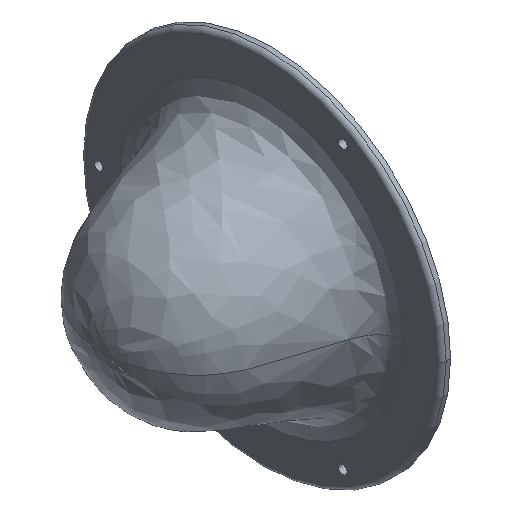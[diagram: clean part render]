
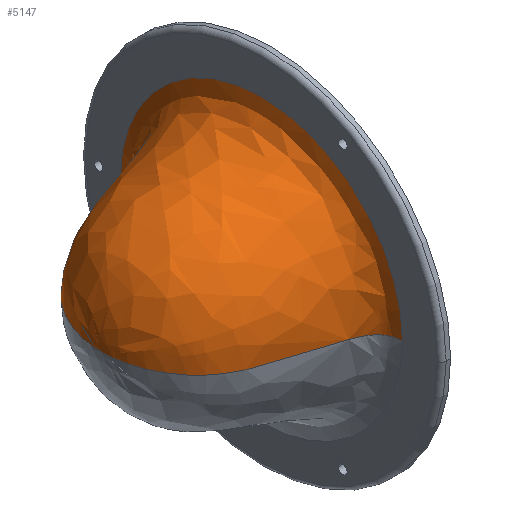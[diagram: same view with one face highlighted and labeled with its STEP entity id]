
A CAD part, isometric view. The second image highlights one B-rep face of the part: STEP entity #5147.
In plain terms, the highlighted free-form (B-spline) face has degree [3, 3] with [7, 4] control points.
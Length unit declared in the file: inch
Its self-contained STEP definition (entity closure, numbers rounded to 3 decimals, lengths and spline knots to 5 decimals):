
#308 = CARTESIAN_POINT ( 'NONE',  ( -1.97856, 2.16987, 0. ) ) ;
#327 = FACE_OUTER_BOUND ( 'NONE', #6539, .T. ) ;
#331 = CARTESIAN_POINT ( 'NONE',  ( -1.97856, 2.16987, 4.33975 ) ) ;
#360 = CARTESIAN_POINT ( 'NONE',  ( -3.24174, 1.836, 0. ) ) ;
#371 = CARTESIAN_POINT ( 'NONE',  ( -0.77238, -2.51983, 0. ) ) ;
#410 = CARTESIAN_POINT ( 'NONE',  ( -0.2, -3.15654, 0. ) ) ;
#493 = CIRCLE ( 'NONE', #6328, 3.15654 ) ;
#679 = VERTEX_POINT ( 'NONE', #4050 ) ;
#717 = CARTESIAN_POINT ( 'NONE',  ( -0.2, 3.15654, 0. ) ) ;
#800 = CARTESIAN_POINT ( 'NONE',  ( -3.77953, -0.56178, 1.12355 ) ) ;
#864 = CARTESIAN_POINT ( 'NONE',  ( -3.77953, 0., 0. ) ) ;
#886 = CARTESIAN_POINT ( 'NONE',  ( -0.2, -2.70173, 5.40347 ) ) ;
#926 = CARTESIAN_POINT ( 'NONE',  ( -0.2, 0., 0. ) ) ;
#951 = DIRECTION ( 'NONE',  ( 0., -1., 0. ) ) ;
#963 = B_SPLINE_CURVE_WITH_KNOTS ( 'NONE', 3,
 ( #410, #1426, #3939, #1943, #4997, #1893, #5460 ),
 .UNSPECIFIED., .F., .F.,
 ( 4, 1, 1, 1, 4 ),
 ( 0., 0.17505, 0.24231, 0.67262, 1. ),
 .UNSPECIFIED. ) ;
#1325 = CARTESIAN_POINT ( 'NONE',  ( -0.2, -2.70173, 0. ) ) ;
#1351 = CARTESIAN_POINT ( 'NONE',  ( -1.97856, -2.16987, 0. ) ) ;
#1393 = CARTESIAN_POINT ( 'NONE',  ( -3.24174, -1.836, 3.67201 ) ) ;
#1426 = CARTESIAN_POINT ( 'NONE',  ( -0.2, -2.70173, 0. ) ) ;
#1718 = CARTESIAN_POINT ( 'NONE',  ( -0.2, 2.70173, 0. ) ) ;
#1719 = ORIENTED_EDGE ( 'NONE', *, *, #3733, .T. ) ;
#1865 = CARTESIAN_POINT ( 'NONE',  ( -3.77953, 0.56178, 1.12355 ) ) ;
#1871 = CARTESIAN_POINT ( 'NONE',  ( -3.77953, 0.56178, 0. ) ) ;
#1893 = CARTESIAN_POINT ( 'NONE',  ( -3.77953, -0.56178, 0. ) ) ;
#1918 = CARTESIAN_POINT ( 'NONE',  ( -3.77953, 0., 0. ) ) ;
#1943 = CARTESIAN_POINT ( 'NONE',  ( -1.97856, -2.16987, 0. ) ) ;
#2050 = ORIENTED_EDGE ( 'NONE', *, *, #3626, .T. ) ;
#2058 = VERTEX_POINT ( 'NONE', #717 ) ;
#2375 = CARTESIAN_POINT ( 'NONE',  ( -3.77953, 0., 0. ) ) ;
#2416 = CARTESIAN_POINT ( 'NONE',  ( -3.77953, 0., 0. ) ) ;
#2675 =( BOUNDED_SURFACE ( )  B_SPLINE_SURFACE ( 3, 3, ( 
 ( #6428, #3822, #3378, #2824 ),
 ( #1325, #886, #3401, #5358 ),
 ( #371, #3308, #6383, #6362 ),
 ( #1351, #3354, #331, #308 ),
 ( #4413, #1393, #5846, #3867 ),
 ( #5334, #800, #1865, #5384 ),
 ( #4923, #2375, #2416, #864 ) ),
 .UNSPECIFIED., .F., .F., .F. ) 
 B_SPLINE_SURFACE_WITH_KNOTS ( ( 4, 1, 1, 1, 4 ),
 ( 4, 4 ),
 ( 0., 0.17505, 0.24231, 0.67262, 1. ),
 ( 0., 1. ),
 .UNSPECIFIED. ) 
 GEOMETRIC_REPRESENTATION_ITEM ( )  RATIONAL_B_SPLINE_SURFACE ( (
 ( 1., 0.333, 0.333, 1.),
 ( 1., 0.333, 0.333, 1.),
 ( 1., 0.333, 0.333, 1.),
 ( 1., 0.333, 0.333, 1.),
 ( 1., 0.333, 0.333, 1.),
 ( 1., 0.333, 0.333, 1.),
 ( 1., 0.333, 0.333, 1.) ) ) 
 REPRESENTATION_ITEM ( '' )  SURFACE ( )  );
#2743 = ORIENTED_EDGE ( 'NONE', *, *, #4686, .F. ) ;
#2824 = CARTESIAN_POINT ( 'NONE',  ( -0.2, 3.15654, 0. ) ) ;
#2906 = CARTESIAN_POINT ( 'NONE',  ( -1.97856, 2.16987, 0. ) ) ;
#3228 = CARTESIAN_POINT ( 'NONE',  ( -0.77238, 2.51983, 0. ) ) ;
#3308 = CARTESIAN_POINT ( 'NONE',  ( -0.77238, -2.51983, 5.03967 ) ) ;
#3354 = CARTESIAN_POINT ( 'NONE',  ( -1.97856, -2.16987, 4.33975 ) ) ;
#3378 = CARTESIAN_POINT ( 'NONE',  ( -0.2, 3.15654, 6.31308 ) ) ;
#3401 = CARTESIAN_POINT ( 'NONE',  ( -0.2, 2.70173, 5.40347 ) ) ;
#3427 = VERTEX_POINT ( 'NONE', #4243 ) ;
#3448 = B_SPLINE_CURVE_WITH_KNOTS ( 'NONE', 3,
 ( #6350, #1718, #3228, #2906, #360, #1871, #1918 ),
 .UNSPECIFIED., .F., .F.,
 ( 4, 1, 1, 1, 4 ),
 ( 0., 0.17505, 0.24231, 0.67262, 1. ),
 .UNSPECIFIED. ) ;
#3626 = EDGE_CURVE ( 'NONE', #3427, #2058, #493, .T. ) ;
#3733 = EDGE_CURVE ( 'NONE', #2058, #679, #3448, .T. ) ;
#3822 = CARTESIAN_POINT ( 'NONE',  ( -0.2, -3.15654, 6.31308 ) ) ;
#3867 = CARTESIAN_POINT ( 'NONE',  ( -3.24174, 1.836, 0. ) ) ;
#3939 = CARTESIAN_POINT ( 'NONE',  ( -0.77238, -2.51983, 0. ) ) ;
#4050 = CARTESIAN_POINT ( 'NONE',  ( -3.77953, 0., 0. ) ) ;
#4243 = CARTESIAN_POINT ( 'NONE',  ( -0.2, -3.15654, 0. ) ) ;
#4413 = CARTESIAN_POINT ( 'NONE',  ( -3.24174, -1.836, 0. ) ) ;
#4686 = EDGE_CURVE ( 'NONE', #3427, #679, #963, .T. ) ;
#4923 = CARTESIAN_POINT ( 'NONE',  ( -3.77953, 0., 0. ) ) ;
#4961 = DIRECTION ( 'NONE',  ( -1., 0., 0. ) ) ;
#4997 = CARTESIAN_POINT ( 'NONE',  ( -3.24174, -1.836, 0. ) ) ;
#5147 = ADVANCED_FACE ( 'NONE', ( #327 ), #2675, .F. ) ;
#5334 = CARTESIAN_POINT ( 'NONE',  ( -3.77953, -0.56178, 0. ) ) ;
#5358 = CARTESIAN_POINT ( 'NONE',  ( -0.2, 2.70173, 0. ) ) ;
#5384 = CARTESIAN_POINT ( 'NONE',  ( -3.77953, 0.56178, 0. ) ) ;
#5460 = CARTESIAN_POINT ( 'NONE',  ( -3.77953, 0., 0. ) ) ;
#5846 = CARTESIAN_POINT ( 'NONE',  ( -3.24174, 1.836, 3.67201 ) ) ;
#6328 = AXIS2_PLACEMENT_3D ( 'NONE', #926, #4961, #951 ) ;
#6350 = CARTESIAN_POINT ( 'NONE',  ( -0.2, 3.15654, 0. ) ) ;
#6362 = CARTESIAN_POINT ( 'NONE',  ( -0.77238, 2.51983, 0. ) ) ;
#6383 = CARTESIAN_POINT ( 'NONE',  ( -0.77238, 2.51983, 5.03967 ) ) ;
#6428 = CARTESIAN_POINT ( 'NONE',  ( -0.2, -3.15654, 0. ) ) ;
#6539 = EDGE_LOOP ( 'NONE', ( #2743, #2050, #1719 ) ) ;
